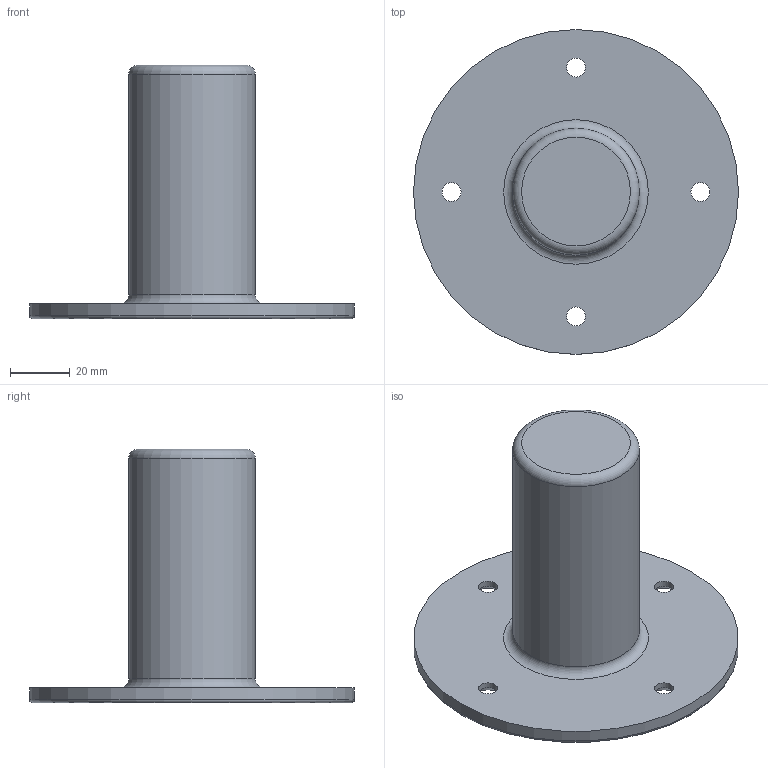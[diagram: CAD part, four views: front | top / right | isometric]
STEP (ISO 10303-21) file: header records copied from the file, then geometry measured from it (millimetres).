
FILE_DESCRIPTION(('FreeCAD Model'),'2;1');
FILE_NAME('Adam_Hall_SM_702.step','2021-03-02T11:54:24',('Author'),(''), 'Open CASCADE STEP processor 7.3','FreeCAD','Unknown');
FILE_SCHEMA(('AUTOMOTIVE_DESIGN { 1 0 10303 214 1 1 1 1 }'));
Length unit declared in the file: millimetre
Products named in the file (1): Adam_Hall_SM_702
Bounding box: 109 x 109 x 85 mm (x, y, z)
Volume: 71862.6 mm3; surface area: 39660.8 mm2
Topology: 1 solids, 1 shells, 20 faces, 39 edges, 23 vertices
Faces by surface type: cylinder 7, torus 5, plane 4, cone 4
Full cylindrical faces by diameter (mm): 6.4 x4, 36.4 x1, 42.5 x1, 109 x1
Entity records: 1084 total; most frequent: CARTESIAN_POINT 203, DIRECTION 180, ORIENTED_EDGE 78, PCURVE 78, DEFINITIONAL_REPRESENTATION 78, LINE 75, VECTOR 75, AXIS2_PLACEMENT_3D 49
